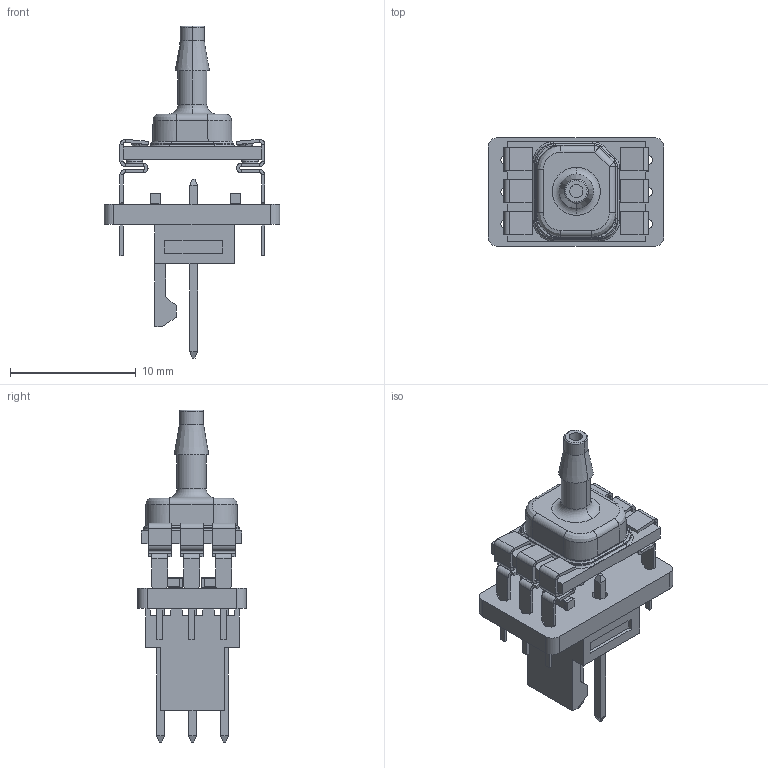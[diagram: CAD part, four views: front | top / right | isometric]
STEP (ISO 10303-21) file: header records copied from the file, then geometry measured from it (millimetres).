
FILE_DESCRIPTION(('KiCad electronic assembly'),'2;1');
FILE_NAME('Pressure Breakout.step','2019-04-02T23:56:26',('An Author'),( 'A Company'),'Open CASCADE STEP processor 6.8', 'KiCad to STEP converter','Unknown');
FILE_SCHEMA(('AUTOMOTIVE_DESIGN_CC2 { 1 2 10303 214 -1 1 5 4 }'));
Length unit declared in the file: millimetre
Products named in the file (8): Open CASCADE STEP translator 6.8 1; ABP_Series_DIP_AN_Wet_Media; SOLID; C_0603; 022232031; COMPOUND
Assembly tree (8 placements, depth 3):
  Open CASCADE STEP translator 6.8 1
    ABP_Series_DIP_AN_Wet_Media
      SOLID
    C_0603  x2
      SOLID
    022232031
      COMPOUND
    COMPOUND
Bounding box: 13.97 x 8.64 x 26.39 mm (x, y, z)
Volume: 614.7 mm3; surface area: 1284.2 mm2
Topology: 5 solids, 5 shells, 592 faces, 1381 edges, 822 vertices
Faces by surface type: plane 396, cylinder 125, torus 28, cone 26, bspline 15, sphere 2
Full cylindrical faces by diameter (mm): 0.8 x6, 1.2 x3
Entity records: 50949 total; most frequent: CARTESIAN_POINT 25117, DIRECTION 4517, LINE 2608, VECTOR 2608, ORIENTED_EDGE 2606, PCURVE 2606, DEFINITIONAL_REPRESENTATION 2606, EDGE_CURVE 1303
